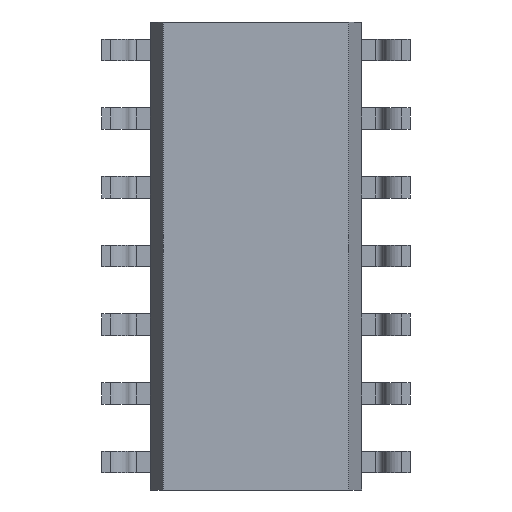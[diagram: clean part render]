
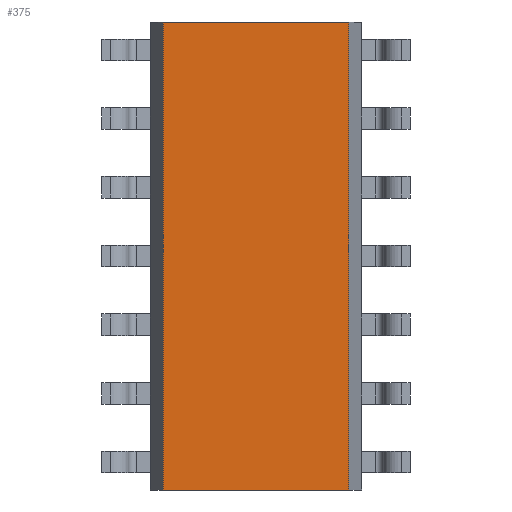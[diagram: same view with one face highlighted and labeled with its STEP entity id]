
A CAD part, front view. The second image highlights one B-rep face of the part: STEP entity #375.
In plain terms, the highlighted planar face has unit normal (0, -1, 0).
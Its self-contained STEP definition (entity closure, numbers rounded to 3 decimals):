
#356 = EDGE_CURVE ( 'NONE', #370, #365, #1576, .T. ) ;
#359 = ORIENTED_EDGE ( 'NONE', *, *, #360, .T. ) ;
#360 = EDGE_CURVE ( 'NONE', #365, #361, #1572, .T. ) ;
#361 = VERTEX_POINT ( 'NONE', #1568 ) ;
#362 = ORIENTED_EDGE ( 'NONE', *, *, #363, .F. ) ;
#363 = EDGE_CURVE ( 'NONE', #364, #361, #1622, .T. ) ;
#364 = VERTEX_POINT ( 'NONE', #1618 ) ;
#365 = VERTEX_POINT ( 'NONE', #1617 ) ;
#367 = ORIENTED_EDGE ( 'NONE', *, *, #368, .F. ) ;
#368 = EDGE_CURVE ( 'NONE', #370, #364, #1616, .T. ) ;
#369 = ORIENTED_EDGE ( 'NONE', *, *, #356, .T. ) ;
#370 = VERTEX_POINT ( 'NONE', #1612 ) ;
#375 = ADVANCED_FACE ( 'Face2', ( #1644 ), #1629, .F. ) ;
#376 = EDGE_LOOP ( 'NONE', ( #359, #362, #367, #369 ) ) ;
#1568 = CARTESIAN_POINT ( 'NONE',  ( 1.713, -0.75, -4.325 ) ) ;
#1569 = DIRECTION ( 'NONE',  ( 1., 0., 0. ) ) ;
#1570 = VECTOR ( 'NONE', #1569, 1000. ) ;
#1571 = CARTESIAN_POINT ( 'NONE',  ( -1.713, -0.75, -4.325 ) ) ;
#1572 = LINE ( 'NONE', #1571, #1570 ) ;
#1573 = DIRECTION ( 'NONE',  ( 0., 0., -1. ) ) ;
#1574 = VECTOR ( 'NONE', #1573, 1000. ) ;
#1575 = CARTESIAN_POINT ( 'NONE',  ( -1.713, -0.75, 4.325 ) ) ;
#1576 = LINE ( 'NONE', #1575, #1574 ) ;
#1612 = CARTESIAN_POINT ( 'NONE',  ( -1.713, -0.75, 4.325 ) ) ;
#1613 = DIRECTION ( 'NONE',  ( 1., 0., 0. ) ) ;
#1614 = VECTOR ( 'NONE', #1613, 1000. ) ;
#1615 = CARTESIAN_POINT ( 'NONE',  ( -1.713, -0.75, 4.325 ) ) ;
#1616 = LINE ( 'NONE', #1615, #1614 ) ;
#1617 = CARTESIAN_POINT ( 'NONE',  ( -1.713, -0.75, -4.325 ) ) ;
#1618 = CARTESIAN_POINT ( 'NONE',  ( 1.713, -0.75, 4.325 ) ) ;
#1619 = DIRECTION ( 'NONE',  ( 0., 0., -1. ) ) ;
#1620 = VECTOR ( 'NONE', #1619, 1000. ) ;
#1621 = CARTESIAN_POINT ( 'NONE',  ( 1.713, -0.75, 4.325 ) ) ;
#1622 = LINE ( 'NONE', #1621, #1620 ) ;
#1624 = DIRECTION ( 'NONE',  ( 0., 0., 1. ) ) ;
#1625 = DIRECTION ( 'NONE',  ( 0., 1., 0. ) ) ;
#1626 = CARTESIAN_POINT ( 'NONE',  ( -1.713, -0.75, 4.325 ) ) ;
#1627 = AXIS2_PLACEMENT_3D ( 'NONE', #1626, #1625, #1624 ) ;
#1629 = PLANE ( 'NONE',  #1627 ) ;
#1644 = FACE_OUTER_BOUND ( 'NONE', #376, .T. ) ;
